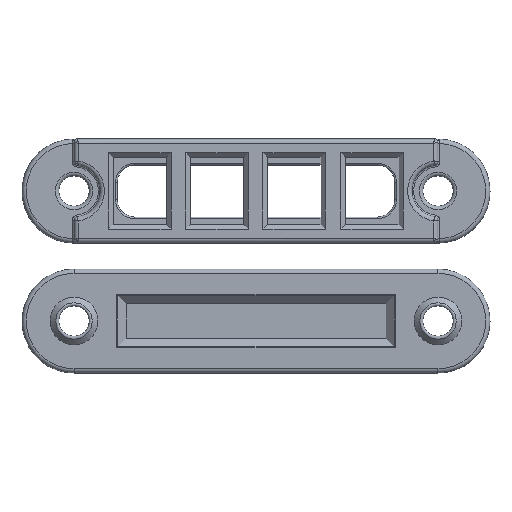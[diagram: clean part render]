
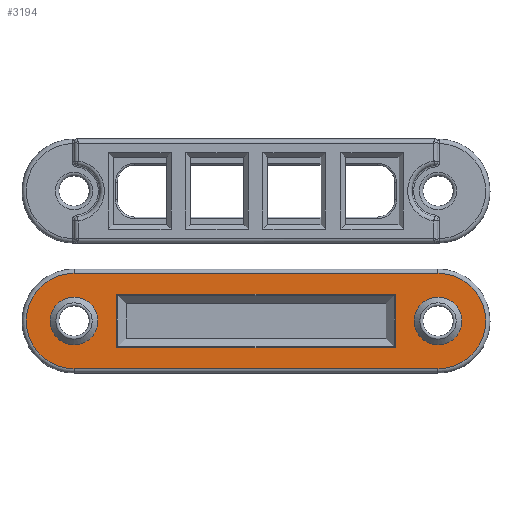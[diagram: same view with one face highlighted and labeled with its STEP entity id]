
A CAD part, top view. The second image highlights one B-rep face of the part: STEP entity #3194.
In plain terms, the highlighted planar face has unit normal (0, 0, 1).
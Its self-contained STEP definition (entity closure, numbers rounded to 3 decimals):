
#112=FACE_BOUND('',#554,.T.);
#113=FACE_BOUND('',#555,.T.);
#114=FACE_BOUND('',#556,.T.);
#186=PLANE('',#3525);
#356=FACE_OUTER_BOUND('',#553,.T.);
#553=EDGE_LOOP('',(#2849,#2850,#2851,#2852));
#554=EDGE_LOOP('',(#2853));
#555=EDGE_LOOP('',(#2854));
#556=EDGE_LOOP('',(#2855,#2856,#2857,#2858));
#819=LINE('',#5795,#1087);
#822=LINE('',#5805,#1090);
#823=LINE('',#5809,#1091);
#825=LINE('',#5814,#1093);
#832=LINE('',#5829,#1100);
#833=LINE('',#5833,#1101);
#1087=VECTOR('',#4388,10.);
#1090=VECTOR('',#4397,10.);
#1091=VECTOR('',#4402,10.);
#1093=VECTOR('',#4408,10.);
#1100=VECTOR('',#4421,10.);
#1101=VECTOR('',#4424,10.);
#1247=CIRCLE('',#3526,5.5);
#1248=CIRCLE('',#3527,5.5);
#1249=CIRCLE('',#3528,2.75);
#1250=CIRCLE('',#3529,2.75);
#1521=VERTEX_POINT('',#5793);
#1522=VERTEX_POINT('',#5794);
#1526=VERTEX_POINT('',#5804);
#1527=VERTEX_POINT('',#5808);
#1532=VERTEX_POINT('',#5827);
#1533=VERTEX_POINT('',#5828);
#1534=VERTEX_POINT('',#5830);
#1535=VERTEX_POINT('',#5832);
#1536=VERTEX_POINT('',#5835);
#1537=VERTEX_POINT('',#5837);
#1961=EDGE_CURVE('',#1521,#1522,#819,.T.);
#1966=EDGE_CURVE('',#1522,#1526,#822,.T.);
#1968=EDGE_CURVE('',#1527,#1521,#823,.T.);
#1971=EDGE_CURVE('',#1526,#1527,#825,.T.);
#1978=EDGE_CURVE('',#1532,#1533,#832,.T.);
#1979=EDGE_CURVE('',#1534,#1532,#1247,.T.);
#1980=EDGE_CURVE('',#1535,#1534,#833,.T.);
#1981=EDGE_CURVE('',#1533,#1535,#1248,.T.);
#1982=EDGE_CURVE('',#1536,#1536,#1249,.T.);
#1983=EDGE_CURVE('',#1537,#1537,#1250,.T.);
#2849=ORIENTED_EDGE('',*,*,#1978,.F.);
#2850=ORIENTED_EDGE('',*,*,#1979,.F.);
#2851=ORIENTED_EDGE('',*,*,#1980,.F.);
#2852=ORIENTED_EDGE('',*,*,#1981,.F.);
#2853=ORIENTED_EDGE('',*,*,#1982,.T.);
#2854=ORIENTED_EDGE('',*,*,#1983,.T.);
#2855=ORIENTED_EDGE('',*,*,#1961,.F.);
#2856=ORIENTED_EDGE('',*,*,#1968,.F.);
#2857=ORIENTED_EDGE('',*,*,#1971,.F.);
#2858=ORIENTED_EDGE('',*,*,#1966,.F.);
#3194=ADVANCED_FACE('',(#356,#112,#113,#114),#186,.T.);
#3525=AXIS2_PLACEMENT_3D('',#5826,#4419,#4420);
#3526=AXIS2_PLACEMENT_3D('',#5831,#4422,#4423);
#3527=AXIS2_PLACEMENT_3D('',#5834,#4425,#4426);
#3528=AXIS2_PLACEMENT_3D('',#5836,#4427,#4428);
#3529=AXIS2_PLACEMENT_3D('',#5838,#4429,#4430);
#4388=DIRECTION('',(-1.,0.,0.));
#4397=DIRECTION('',(0.,-1.,0.));
#4402=DIRECTION('',(0.,1.,0.));
#4408=DIRECTION('',(1.,0.,0.));
#4419=DIRECTION('center_axis',(0.,0.,1.));
#4420=DIRECTION('ref_axis',(1.,0.,0.));
#4421=DIRECTION('',(1.,0.,0.));
#4422=DIRECTION('center_axis',(0.,0.,-1.));
#4423=DIRECTION('ref_axis',(-1.,0.,0.));
#4424=DIRECTION('',(-1.,0.,0.));
#4425=DIRECTION('center_axis',(0.,0.,-1.));
#4426=DIRECTION('ref_axis',(1.,0.,0.));
#4427=DIRECTION('center_axis',(0.,0.,-1.));
#4428=DIRECTION('ref_axis',(1.,0.,0.));
#4429=DIRECTION('center_axis',(0.,0.,-1.));
#4430=DIRECTION('ref_axis',(1.,0.,0.));
#5793=CARTESIAN_POINT('',(37.083,-5.917,2.));
#5794=CARTESIAN_POINT('',(4.917,-5.917,2.));
#5795=CARTESIAN_POINT('',(17.,-5.917,2.));
#5804=CARTESIAN_POINT('',(4.917,-12.083,2.));
#5805=CARTESIAN_POINT('',(4.917,-9.75,2.));
#5808=CARTESIAN_POINT('',(37.083,-12.083,2.));
#5809=CARTESIAN_POINT('',(37.083,-8.25,2.));
#5814=CARTESIAN_POINT('',(25.,-12.083,2.));
#5826=CARTESIAN_POINT('Origin',(21.,-9.,2.));
#5827=CARTESIAN_POINT('',(0.,-3.5,2.));
#5828=CARTESIAN_POINT('',(42.,-3.5,2.));
#5829=CARTESIAN_POINT('',(31.5,-3.5,2.));
#5830=CARTESIAN_POINT('',(0.,-14.5,2.));
#5831=CARTESIAN_POINT('Origin',(0.,-9.,2.));
#5832=CARTESIAN_POINT('',(42.,-14.5,2.));
#5833=CARTESIAN_POINT('',(10.5,-14.5,2.));
#5834=CARTESIAN_POINT('Origin',(42.,-9.,2.));
#5835=CARTESIAN_POINT('',(-2.75,-9.,2.));
#5836=CARTESIAN_POINT('Origin',(0.,-9.,2.));
#5837=CARTESIAN_POINT('',(39.25,-9.,2.));
#5838=CARTESIAN_POINT('Origin',(42.,-9.,2.));
